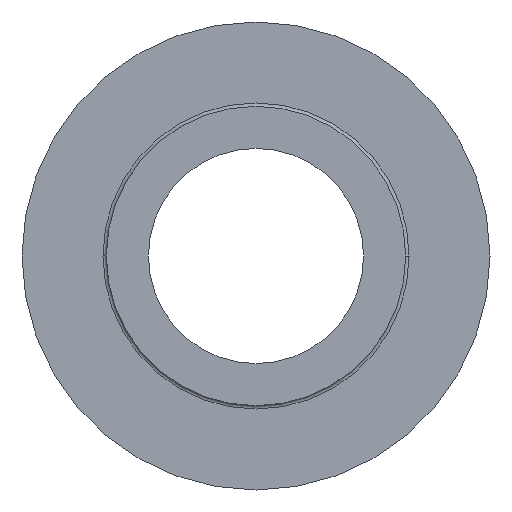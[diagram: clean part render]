
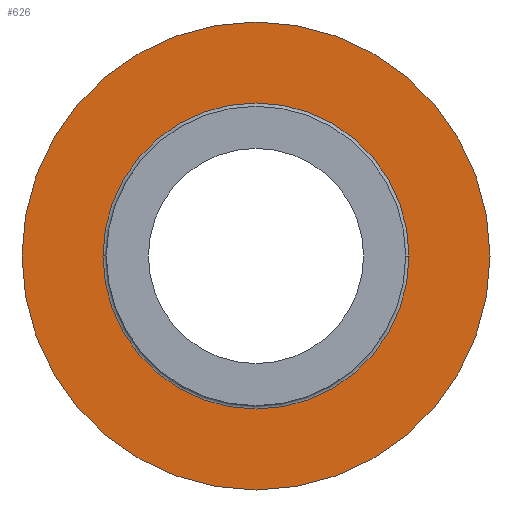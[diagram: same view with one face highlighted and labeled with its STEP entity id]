
A CAD part, front view. The second image highlights one B-rep face of the part: STEP entity #626.
In plain terms, the highlighted planar face has unit normal (0, -1, 0).
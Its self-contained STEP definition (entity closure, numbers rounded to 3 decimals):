
#1=CARTESIAN_POINT('',(0.,0.,0.));
#2=DIRECTION('',(0.,-1.,0.));
#3=DIRECTION('',(1.,0.,0.));
#4=AXIS2_PLACEMENT_3D('',#1,#2,#3);
#14=CARTESIAN_POINT('',(0.,0.,0.));
#15=DIRECTION('',(0.,1.,0.));
#16=DIRECTION('',(1.,0.,0.));
#17=AXIS2_PLACEMENT_3D('',#14,#15,#16);
#209=CARTESIAN_POINT('',(0.,0.,0.));
#210=DIRECTION('',(0.,-1.,0.));
#211=DIRECTION('',(-1.,0.,0.));
#212=AXIS2_PLACEMENT_3D('',#209,#210,#211);
#214=CARTESIAN_POINT('',(0.,0.,0.));
#215=DIRECTION('',(0.,-1.,0.));
#216=DIRECTION('',(1.,0.,0.));
#217=AXIS2_PLACEMENT_3D('',#214,#215,#216);
#249=CARTESIAN_POINT('',(8.7,0.,0.));
#251=VERTEX_POINT('',#249);
#253=CARTESIAN_POINT('',(-8.7,0.,0.));
#255=VERTEX_POINT('',#253);
#305=CARTESIAN_POINT('',(-5.69,0.,0.));
#306=CARTESIAN_POINT('',(5.69,0.,0.));
#307=VERTEX_POINT('',#305);
#308=VERTEX_POINT('',#306);
#612=CARTESIAN_POINT('',(0.,0.,0.));
#613=DIRECTION('',(0.,-1.,0.));
#614=DIRECTION('',(-1.,0.,0.));
#615=AXIS2_PLACEMENT_3D('',#612,#613,#614);
#616=PLANE('',#615);
#617=ORIENTED_EDGE('',*,*,#320,.F.);
#618=ORIENTED_EDGE('',*,*,#338,.T.);
#619=EDGE_LOOP('',(#617,#618));
#620=FACE_OUTER_BOUND('',#619,.F.);
#621=ORIENTED_EDGE('',*,*,#602,.T.);
#623=ORIENTED_EDGE('',*,*,#622,.T.);
#624=EDGE_LOOP('',(#621,#623));
#625=FACE_BOUND('',#624,.F.);
#626=ADVANCED_FACE('',(#620,#625),#616,.T.);
#5=CIRCLE('',#4,8.7);
#18=CIRCLE('',#17,8.7);
#213=CIRCLE('',#212,5.69);
#218=CIRCLE('',#217,5.69);
#320=EDGE_CURVE('',#251,#255,#5,.T.);
#338=EDGE_CURVE('',#251,#255,#18,.T.);
#602=EDGE_CURVE('',#307,#308,#213,.T.);
#622=EDGE_CURVE('',#308,#307,#218,.T.);
